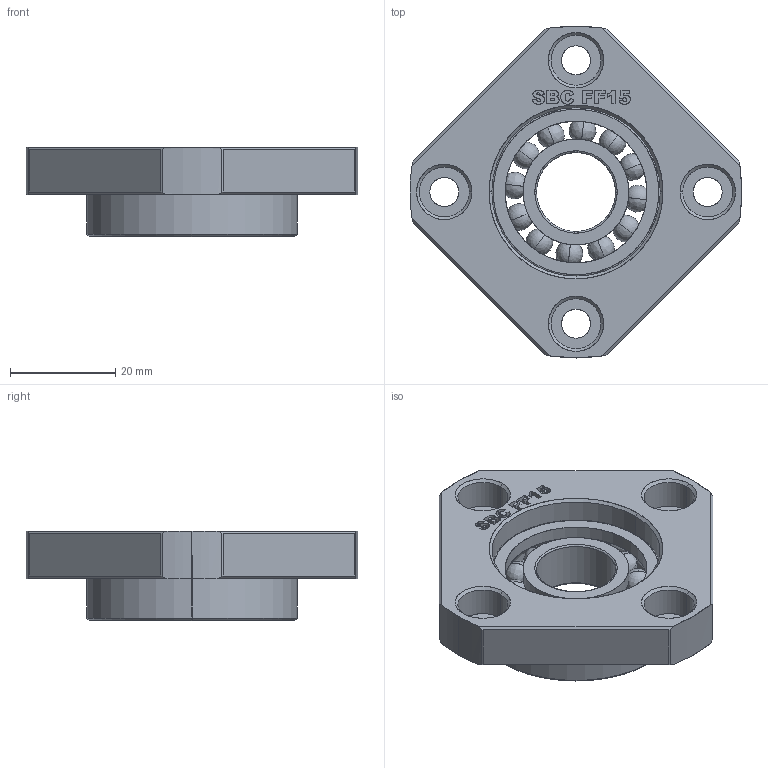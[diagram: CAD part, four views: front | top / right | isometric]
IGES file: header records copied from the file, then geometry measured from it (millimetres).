
Start section: SolidWorks IGES file using analytic representation for surfaces
Global section: file name: ﾄｫｴﾞｷﾎｱﾗ ﾀﾛｾFF 15.IGS,1; native system: 5HSolidWorks 2013; preprocessor: SolidWorks 2013; author: Administrator; date: 141022.145020; units: millimetre
Bounding box: 63 x 63 x 17 mm (x, y, z)
Surface area: 12992.2 mm2 (no closed solid volume)
Topology: 0 solids, 0 shells, 222 faces, 3424 edges, 3394 vertices
Faces by surface type: bspline 159, revolution 63
